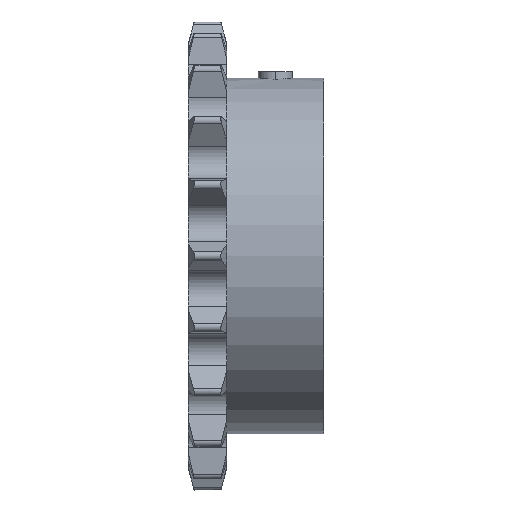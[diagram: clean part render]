
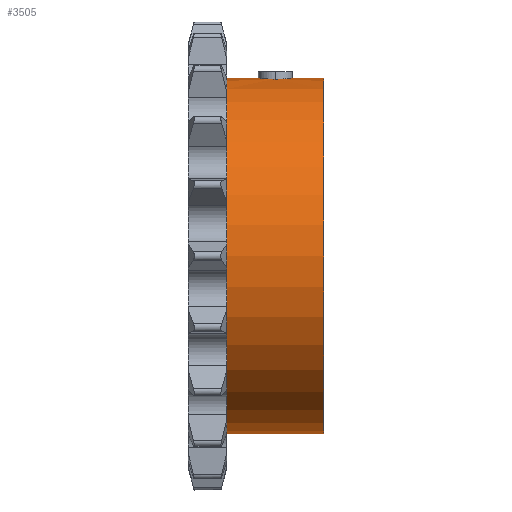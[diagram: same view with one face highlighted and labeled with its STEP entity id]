
A CAD part, front view. The second image highlights one B-rep face of the part: STEP entity #3505.
In plain terms, the highlighted cylindrical face has radius 33.337 mm (diameter 66.675 mm), a partial arc.
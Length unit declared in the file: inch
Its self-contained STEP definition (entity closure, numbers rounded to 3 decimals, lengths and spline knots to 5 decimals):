
#54 = CARTESIAN_POINT ( 'NONE',  ( 0.7606, -0.04031, 1.3119 ) ) ;
#91 = CARTESIAN_POINT ( 'NONE',  ( 0.68232, -0.1186, 1.30713 ) ) ;
#130 = B_SPLINE_CURVE_WITH_KNOTS ( 'NONE', 3,
 ( #1070, #5613, #3158, #1126, #91, #3088, #1646, #4517, #1610, #2115, #5044, #1584, #3512, #54, #2043, #608, #2509, #2608 ),
 .UNSPECIFIED., .F., .F.,
 ( 4, 2, 2, 2, 2, 2, 2, 2, 4 ),
 ( 0., 0.00062, 0.00124, 0.00186, 0.00248, 0.0031, 0.00373, 0.00435, 0.00497 ),
 .UNSPECIFIED. ) ;
#178 = AXIS2_PLACEMENT_3D ( 'NONE', #3739, #2659, #4629 ) ;
#219 = EDGE_CURVE ( 'NONE', #5693, #4276, #4695, .T. ) ;
#253 = EDGE_CURVE ( 'NONE', #2955, #5693, #3238, .T. ) ;
#263 = VECTOR ( 'NONE', #3871, 39.37008 ) ;
#295 = ORIENTED_EDGE ( 'NONE', *, *, #253, .F. ) ;
#352 = CARTESIAN_POINT ( 'NONE',  ( 0.52339, -0.04029, 1.3119 ) ) ;
#608 = CARTESIAN_POINT ( 'NONE',  ( 0.76621, -0.01628, 1.31242 ) ) ;
#848 = CARTESIAN_POINT ( 'NONE',  ( 0.54255, -0.07617, 1.31031 ) ) ;
#931 = CARTESIAN_POINT ( 'NONE',  ( 0.642, -0.125, 1.30653 ) ) ;
#1070 = CARTESIAN_POINT ( 'NONE',  ( 0.642, -0.125, 1.30653 ) ) ;
#1126 = CARTESIAN_POINT ( 'NONE',  ( 0.67438, -0.12101, 1.30691 ) ) ;
#1135 = ORIENTED_EDGE ( 'NONE', *, *, #1360, .F. ) ;
#1239 = CARTESIAN_POINT ( 'NONE',  ( 0.63374, -0.125, 1.30653 ) ) ;
#1274 = CARTESIAN_POINT ( 'NONE',  ( 0.60156, -0.11856, 1.30714 ) ) ;
#1342 = CARTESIAN_POINT ( 'NONE',  ( 0.51781, -0.01638, 1.31242 ) ) ;
#1345 = CARTESIAN_POINT ( 'NONE',  ( 1., 0., 1.3125 ) ) ;
#1360 = EDGE_CURVE ( 'NONE', #2750, #3172, #4453, .T. ) ;
#1423 = CARTESIAN_POINT ( 'NONE',  ( 0.284, 0., 0. ) ) ;
#1550 = AXIS2_PLACEMENT_3D ( 'NONE', #4207, #6210, #3244 ) ;
#1584 = CARTESIAN_POINT ( 'NONE',  ( 0.75049, -0.06262, 1.31102 ) ) ;
#1610 = CARTESIAN_POINT ( 'NONE',  ( 0.72466, -0.09412, 1.30913 ) ) ;
#1646 = CARTESIAN_POINT ( 'NONE',  ( 0.70464, -0.10848, 1.30802 ) ) ;
#1727 = CARTESIAN_POINT ( 'NONE',  ( 0.55934, -0.09412, 1.30913 ) ) ;
#2042 = CARTESIAN_POINT ( 'NONE',  ( 0.767, 0., 1.3125 ) ) ;
#2043 = CARTESIAN_POINT ( 'NONE',  ( 0.763, -0.03242, 1.31212 ) ) ;
#2115 = CARTESIAN_POINT ( 'NONE',  ( 0.73618, -0.08259, 1.30991 ) ) ;
#2146 = CARTESIAN_POINT ( 'NONE',  ( 0.517, 0., 1.3125 ) ) ;
#2349 = CARTESIAN_POINT ( 'NONE',  ( 0.52966, -0.05542, 1.31135 ) ) ;
#2509 = CARTESIAN_POINT ( 'NONE',  ( 0.767, -0.00816, 1.3125 ) ) ;
#2523 = CARTESIAN_POINT ( 'NONE',  ( 0.284, 0., -1.3125 ) ) ;
#2608 = CARTESIAN_POINT ( 'NONE',  ( 0.767, 0., 1.3125 ) ) ;
#2659 = DIRECTION ( 'NONE',  ( 1., 0., 0. ) ) ;
#2663 = CARTESIAN_POINT ( 'NONE',  ( 0., 0., 1.3125 ) ) ;
#2750 = VERTEX_POINT ( 'NONE', #1345 ) ;
#2841 = CARTESIAN_POINT ( 'NONE',  ( 0.54783, -0.0826, 1.30991 ) ) ;
#2897 = VERTEX_POINT ( 'NONE', #2523 ) ;
#2955 = VERTEX_POINT ( 'NONE', #4911 ) ;
#3041 = EDGE_CURVE ( 'NONE', #2955, #2897, #6045, .T. ) ;
#3065 = VERTEX_POINT ( 'NONE', #2042 ) ;
#3066 = EDGE_LOOP ( 'NONE', ( #295, #4388, #3485, #1135, #4445, #3626, #3608 ) ) ;
#3088 = CARTESIAN_POINT ( 'NONE',  ( 0.69746, -0.11232, 1.30769 ) ) ;
#3126 = VECTOR ( 'NONE', #6033, 39.37008 ) ;
#3158 = CARTESIAN_POINT ( 'NONE',  ( 0.65839, -0.12419, 1.30661 ) ) ;
#3172 = VERTEX_POINT ( 'NONE', #6218 ) ;
#3238 = LINE ( 'NONE', #6298, #263 ) ;
#3244 = DIRECTION ( 'NONE',  ( 0., 0., -1. ) ) ;
#3256 = AXIS2_PLACEMENT_3D ( 'NONE', #1423, #5913, #3416 ) ;
#3268 = CARTESIAN_POINT ( 'NONE',  ( 0.62557, -0.12419, 1.30661 ) ) ;
#3330 = CARTESIAN_POINT ( 'NONE',  ( 0.517, -0.00825, 1.3125 ) ) ;
#3334 = DIRECTION ( 'NONE',  ( 1., 0., 0. ) ) ;
#3365 = CARTESIAN_POINT ( 'NONE',  ( 0.52099, -0.03236, 1.31213 ) ) ;
#3416 = DIRECTION ( 'NONE',  ( 0., 0., -1. ) ) ;
#3485 = ORIENTED_EDGE ( 'NONE', *, *, #4067, .T. ) ;
#3505 = ADVANCED_FACE ( 'NONE', ( #5131 ), #6176, .T. ) ;
#3512 = CARTESIAN_POINT ( 'NONE',  ( 0.75437, -0.05535, 1.31135 ) ) ;
#3604 = LINE ( 'NONE', #4483, #3126 ) ;
#3608 = ORIENTED_EDGE ( 'NONE', *, *, #219, .F. ) ;
#3626 = ORIENTED_EDGE ( 'NONE', *, *, #4032, .F. ) ;
#3726 = CARTESIAN_POINT ( 'NONE',  ( 0.57927, -0.10843, 1.30802 ) ) ;
#3739 = CARTESIAN_POINT ( 'NONE',  ( 1., 0., 0. ) ) ;
#3767 = LINE ( 'NONE', #2663, #4854 ) ;
#3871 = DIRECTION ( 'NONE',  ( 1., 0., 0. ) ) ;
#4032 = EDGE_CURVE ( 'NONE', #4276, #3065, #130, .T. ) ;
#4067 = EDGE_CURVE ( 'NONE', #2897, #3172, #3604, .T. ) ;
#4207 = CARTESIAN_POINT ( 'NONE',  ( 0., 0., 0. ) ) ;
#4276 = VERTEX_POINT ( 'NONE', #931 ) ;
#4388 = ORIENTED_EDGE ( 'NONE', *, *, #3041, .T. ) ;
#4445 = ORIENTED_EDGE ( 'NONE', *, *, #5251, .F. ) ;
#4453 = CIRCLE ( 'NONE', #178, 1.3125 ) ;
#4483 = CARTESIAN_POINT ( 'NONE',  ( 0., 0., -1.3125 ) ) ;
#4517 = CARTESIAN_POINT ( 'NONE',  ( 0.71823, -0.0994, 1.30874 ) ) ;
#4629 = DIRECTION ( 'NONE',  ( 0., 0., -1. ) ) ;
#4695 = B_SPLINE_CURVE_WITH_KNOTS ( 'NONE', 3,
 ( #6236, #3330, #1342, #3365, #352, #2349, #5307, #848, #2841, #1727, #4819, #3726, #4759, #1274, #6203, #3268, #1239, #5339 ),
 .UNSPECIFIED., .F., .F.,
 ( 4, 2, 2, 2, 2, 2, 2, 2, 4 ),
 ( 0.0149, 0.01552, 0.01614, 0.01676, 0.01738, 0.018, 0.01862, 0.01924, 0.01986 ),
 .UNSPECIFIED. ) ;
#4759 = CARTESIAN_POINT ( 'NONE',  ( 0.58654, -0.11232, 1.30769 ) ) ;
#4819 = CARTESIAN_POINT ( 'NONE',  ( 0.56562, -0.09929, 1.30875 ) ) ;
#4854 = VECTOR ( 'NONE', #3334, 39.37008 ) ;
#4911 = CARTESIAN_POINT ( 'NONE',  ( 0.284, 0., 1.3125 ) ) ;
#5044 = CARTESIAN_POINT ( 'NONE',  ( 0.74136, -0.0763, 1.3103 ) ) ;
#5131 = FACE_OUTER_BOUND ( 'NONE', #3066, .T. ) ;
#5251 = EDGE_CURVE ( 'NONE', #3065, #2750, #3767, .T. ) ;
#5307 = CARTESIAN_POINT ( 'NONE',  ( 0.53349, -0.0626, 1.31102 ) ) ;
#5339 = CARTESIAN_POINT ( 'NONE',  ( 0.642, -0.125, 1.30653 ) ) ;
#5613 = CARTESIAN_POINT ( 'NONE',  ( 0.65027, -0.125, 1.30653 ) ) ;
#5693 = VERTEX_POINT ( 'NONE', #2146 ) ;
#5913 = DIRECTION ( 'NONE',  ( 1., 0., 0. ) ) ;
#6033 = DIRECTION ( 'NONE',  ( 1., 0., 0. ) ) ;
#6045 = CIRCLE ( 'NONE', #3256, 1.3125 ) ;
#6176 = CYLINDRICAL_SURFACE ( 'NONE', #1550, 1.3125 ) ;
#6203 = CARTESIAN_POINT ( 'NONE',  ( 0.60942, -0.12096, 1.30692 ) ) ;
#6210 = DIRECTION ( 'NONE',  ( 1., 0., 0. ) ) ;
#6218 = CARTESIAN_POINT ( 'NONE',  ( 1., 0., -1.3125 ) ) ;
#6236 = CARTESIAN_POINT ( 'NONE',  ( 0.517, 0., 1.3125 ) ) ;
#6298 = CARTESIAN_POINT ( 'NONE',  ( 0., 0., 1.3125 ) ) ;
